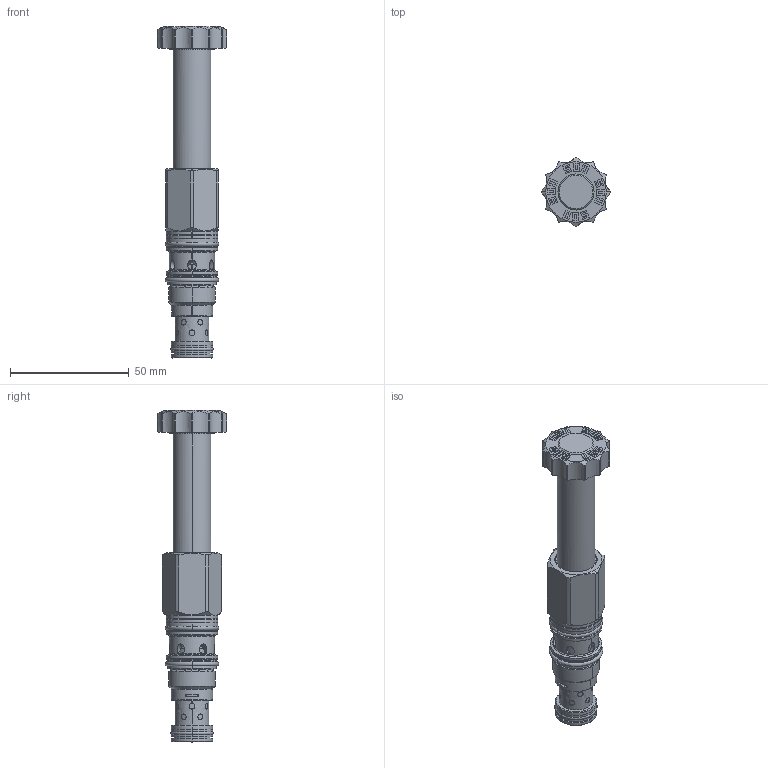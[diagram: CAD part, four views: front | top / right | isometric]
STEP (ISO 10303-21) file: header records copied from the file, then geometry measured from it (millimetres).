
FILE_DESCRIPTION((''),'2;1');
FILE_NAME('DWDFXAN_SW_PRT','2019-03-05T',('charlief'),(''),'PRO/ENGINEER BY PARAMETRIC TECHNOLOGY CORPORATION, 2016010','PRO/ENGINEER BY PARAMETRIC TECHNOLOGY CORPORATION, 2016010','');
FILE_SCHEMA(('CONFIG_CONTROL_DESIGN'));
Products named in the file (1): DWDFXAN_SW_PRT
Bounding box: 29.21 x 29.21 x 139.6 mm (x, y, z)
Surface area: 16346.2 mm2 (no closed solid volume)
Topology: 0 solids, 0 shells, 461 faces, 2300 edges, 2282 vertices
Faces by surface type: bspline 423, torus 38
Entity records: 67860 total; most frequent: CARTESIAN_POINT 47630, DIRECTION 3132, TRIMMED_CURVE 2690, VECTOR 2324, LINE 2324, DEFINITIONAL_REPRESENTATION 2264, PCURVE 2264, COMPOSITE_CURVE_SEGMENT 2264
